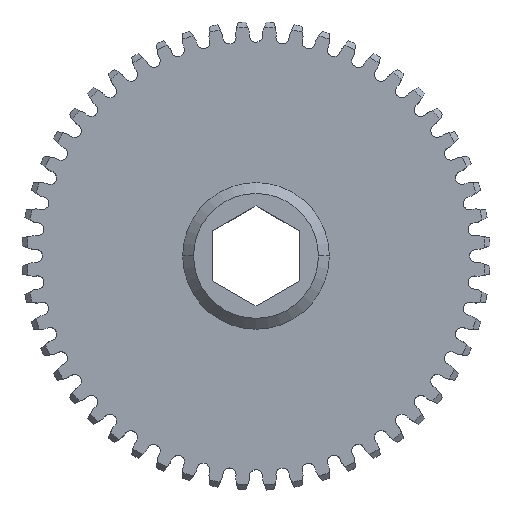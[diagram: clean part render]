
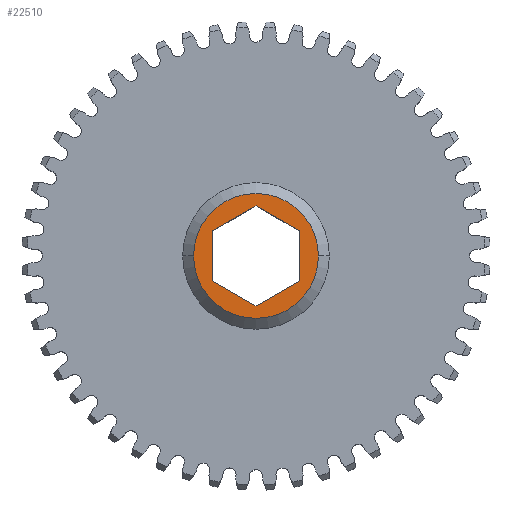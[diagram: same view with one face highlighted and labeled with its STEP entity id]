
A CAD part, top view. The second image highlights one B-rep face of the part: STEP entity #22510.
In plain terms, the highlighted planar face has unit normal (0, 0, 1).
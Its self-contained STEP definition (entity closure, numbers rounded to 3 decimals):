
#118 = FACE_BOUND ( 'NONE', #21052, .T. ) ;
#1073 = ORIENTED_EDGE ( 'NONE', *, *, #13417, .F. ) ;
#1174 = ORIENTED_EDGE ( 'NONE', *, *, #11019, .F. ) ;
#1301 = AXIS2_PLACEMENT_3D ( 'NONE', #4353, #5912, #19556 ) ;
#2259 = EDGE_CURVE ( 'NONE', #14078, #25399, #9850, .T. ) ;
#2712 = DIRECTION ( 'NONE',  ( -0.866, 0.5, 0. ) ) ;
#3623 = VERTEX_POINT ( 'NONE', #9041 ) ;
#4353 = CARTESIAN_POINT ( 'NONE',  ( 0., 0., 6.35 ) ) ;
#4722 = CARTESIAN_POINT ( 'NONE',  ( -3.175, -5.499, 6.35 ) ) ;
#4747 = ORIENTED_EDGE ( 'NONE', *, *, #5427, .F. ) ;
#4750 = VECTOR ( 'NONE', #2712, 1000. ) ;
#5427 = EDGE_CURVE ( 'NONE', #11173, #14293, #18872, .T. ) ;
#5912 = DIRECTION ( 'NONE',  ( 0., 0., 1. ) ) ;
#6009 = AXIS2_PLACEMENT_3D ( 'NONE', #21554, #12100, #13800 ) ;
#6372 = LINE ( 'NONE', #22082, #10948 ) ;
#6470 = CARTESIAN_POINT ( 'NONE',  ( 0., 7.332, 6.35 ) ) ;
#7751 = LINE ( 'NONE', #11185, #9343 ) ;
#7981 = VERTEX_POINT ( 'NONE', #11995 ) ;
#8211 = ORIENTED_EDGE ( 'NONE', *, *, #24612, .F. ) ;
#8480 = CARTESIAN_POINT ( 'NONE',  ( 3.175, 5.499, 6.35 ) ) ;
#8738 = LINE ( 'NONE', #8480, #4750 ) ;
#9041 = CARTESIAN_POINT ( 'NONE',  ( 6.35, -3.666, 6.35 ) ) ;
#9343 = VECTOR ( 'NONE', #19092, 1000. ) ;
#9609 = LINE ( 'NONE', #17487, #20431 ) ;
#9850 = LINE ( 'NONE', #4722, #22483 ) ;
#10628 = AXIS2_PLACEMENT_3D ( 'NONE', #23809, #14128, #22002 ) ;
#10948 = VECTOR ( 'NONE', #12255, 1000. ) ;
#11019 = EDGE_CURVE ( 'NONE', #3623, #22621, #9609, .T. ) ;
#11173 = VERTEX_POINT ( 'NONE', #20211 ) ;
#11185 = CARTESIAN_POINT ( 'NONE',  ( 3.175, -5.499, 6.35 ) ) ;
#11995 = CARTESIAN_POINT ( 'NONE',  ( -6.35, 3.666, 6.35 ) ) ;
#12100 = DIRECTION ( 'NONE',  ( 0., 0., -1. ) ) ;
#12255 = DIRECTION ( 'NONE',  ( -0.866, -0.5, 0. ) ) ;
#12299 = LINE ( 'NONE', #14111, #24047 ) ;
#12541 = EDGE_CURVE ( 'NONE', #14293, #11173, #21635, .T. ) ;
#13268 = ORIENTED_EDGE ( 'NONE', *, *, #12541, .F. ) ;
#13417 = EDGE_CURVE ( 'NONE', #7981, #14078, #12299, .T. ) ;
#13800 = DIRECTION ( 'NONE',  ( -1., 0., 0. ) ) ;
#13801 = EDGE_CURVE ( 'NONE', #22621, #14767, #8738, .T. ) ;
#14078 = VERTEX_POINT ( 'NONE', #22044 ) ;
#14109 = FACE_OUTER_BOUND ( 'NONE', #23455, .T. ) ;
#14111 = CARTESIAN_POINT ( 'NONE',  ( -6.35, 0., 6.35 ) ) ;
#14128 = DIRECTION ( 'NONE',  ( 0., 0., -1. ) ) ;
#14293 = VERTEX_POINT ( 'NONE', #18647 ) ;
#14470 = ORIENTED_EDGE ( 'NONE', *, *, #16876, .F. ) ;
#14767 = VERTEX_POINT ( 'NONE', #6470 ) ;
#16549 = DIRECTION ( 'NONE',  ( 0.866, -0.5, 0. ) ) ;
#16876 = EDGE_CURVE ( 'NONE', #25399, #3623, #7751, .T. ) ;
#17031 = ORIENTED_EDGE ( 'NONE', *, *, #2259, .F. ) ;
#17199 = CARTESIAN_POINT ( 'NONE',  ( 6.35, 3.666, 6.35 ) ) ;
#17487 = CARTESIAN_POINT ( 'NONE',  ( 6.35, 0., 6.35 ) ) ;
#18647 = CARTESIAN_POINT ( 'NONE',  ( 9.144, 0., 6.35 ) ) ;
#18872 = CIRCLE ( 'NONE', #10628, 9.144 ) ;
#19092 = DIRECTION ( 'NONE',  ( 0.866, 0.5, 0. ) ) ;
#19556 = DIRECTION ( 'NONE',  ( 1., 0., 0. ) ) ;
#20211 = CARTESIAN_POINT ( 'NONE',  ( -9.144, 0., 6.35 ) ) ;
#20431 = VECTOR ( 'NONE', #25330, 1000. ) ;
#21052 = EDGE_LOOP ( 'NONE', ( #17031, #1073, #8211, #24011, #1174, #14470 ) ) ;
#21554 = CARTESIAN_POINT ( 'NONE',  ( 0., 0., 6.35 ) ) ;
#21635 = CIRCLE ( 'NONE', #6009, 9.144 ) ;
#21983 = PLANE ( 'NONE',  #1301 ) ;
#21985 = DIRECTION ( 'NONE',  ( 0., -1., 0. ) ) ;
#22002 = DIRECTION ( 'NONE',  ( -1., 0., 0. ) ) ;
#22044 = CARTESIAN_POINT ( 'NONE',  ( -6.35, -3.666, 6.35 ) ) ;
#22082 = CARTESIAN_POINT ( 'NONE',  ( -3.175, 5.499, 6.35 ) ) ;
#22154 = CARTESIAN_POINT ( 'NONE',  ( 0., -7.332, 6.35 ) ) ;
#22483 = VECTOR ( 'NONE', #16549, 1000. ) ;
#22510 = ADVANCED_FACE ( 'NONE', ( #118, #14109 ), #21983, .T. ) ;
#22621 = VERTEX_POINT ( 'NONE', #17199 ) ;
#23455 = EDGE_LOOP ( 'NONE', ( #4747, #13268 ) ) ;
#23809 = CARTESIAN_POINT ( 'NONE',  ( 0., 0., 6.35 ) ) ;
#24011 = ORIENTED_EDGE ( 'NONE', *, *, #13801, .F. ) ;
#24047 = VECTOR ( 'NONE', #21985, 1000. ) ;
#24612 = EDGE_CURVE ( 'NONE', #14767, #7981, #6372, .T. ) ;
#25330 = DIRECTION ( 'NONE',  ( 0., 1., 0. ) ) ;
#25399 = VERTEX_POINT ( 'NONE', #22154 ) ;
